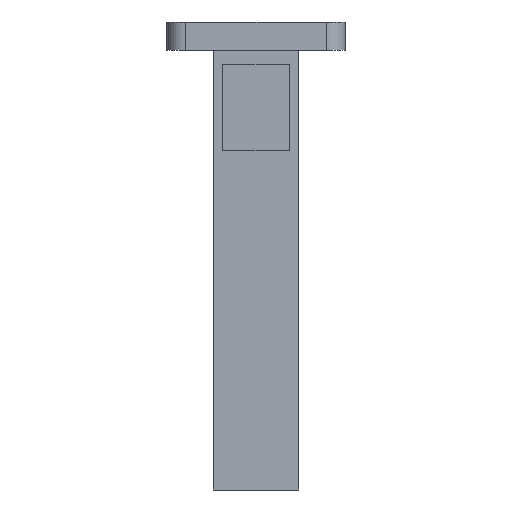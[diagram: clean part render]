
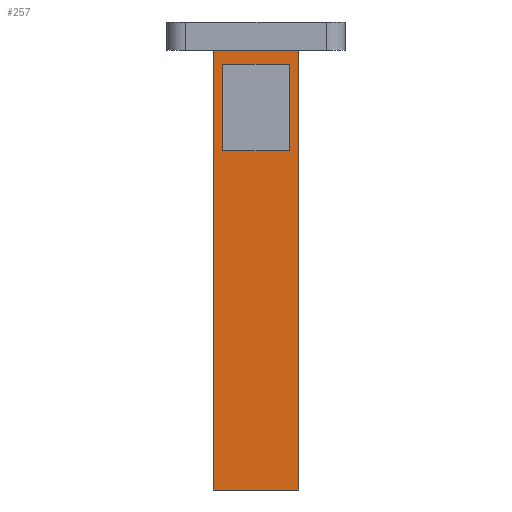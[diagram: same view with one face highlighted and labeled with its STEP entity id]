
A CAD part, front view. The second image highlights one B-rep face of the part: STEP entity #257.
In plain terms, the highlighted planar face has unit normal (0, -1, 0).
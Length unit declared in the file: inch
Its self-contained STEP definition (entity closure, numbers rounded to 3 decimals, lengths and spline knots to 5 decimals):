
#9 = EDGE_CURVE ( 'NONE', #817, #812, #478, .T. ) ;
#70 = VECTOR ( 'NONE', #601, 39.37008 ) ;
#83 = CARTESIAN_POINT ( 'NONE',  ( 0.14013, -0.12598, -0.1785 ) ) ;
#105 = VECTOR ( 'NONE', #544, 39.37008 ) ;
#115 = VERTEX_POINT ( 'NONE', #83 ) ;
#134 = CARTESIAN_POINT ( 'NONE',  ( -0.14013, -0.12598, -0.1785 ) ) ;
#152 = ORIENTED_EDGE ( 'NONE', *, *, #9, .F. ) ;
#158 = CARTESIAN_POINT ( 'NONE',  ( -0.14013, -0.12598, -0.54153 ) ) ;
#165 = EDGE_CURVE ( 'NONE', #828, #532, #910, .T. ) ;
#187 = DIRECTION ( 'NONE',  ( 0., 0., 1. ) ) ;
#215 = VECTOR ( 'NONE', #561, 39.37008 ) ;
#222 = ORIENTED_EDGE ( 'NONE', *, *, #338, .F. ) ;
#227 = CARTESIAN_POINT ( 'NONE',  ( 0.17913, -0.12598, -0.11811 ) ) ;
#257 = ADVANCED_FACE ( 'NONE', ( #686, #629 ), #863, .F. ) ;
#305 = VECTOR ( 'NONE', #903, 39.37008 ) ;
#310 = LINE ( 'NONE', #158, #305 ) ;
#316 = EDGE_LOOP ( 'NONE', ( #446, #904, #496, #222 ) ) ;
#320 = DIRECTION ( 'NONE',  ( -1., 0., 0. ) ) ;
#326 = CARTESIAN_POINT ( 'NONE',  ( -0.17913, -0.12598, -4.37501 ) ) ;
#330 = CARTESIAN_POINT ( 'NONE',  ( 0.17913, -0.12598, -0.11811 ) ) ;
#336 = VECTOR ( 'NONE', #729, 39.37008 ) ;
#338 = EDGE_CURVE ( 'NONE', #532, #694, #521, .T. ) ;
#340 = CARTESIAN_POINT ( 'NONE',  ( 0.17913, -0.12598, -1.9685 ) ) ;
#347 = LINE ( 'NONE', #429, #679 ) ;
#354 = EDGE_CURVE ( 'NONE', #828, #427, #347, .T. ) ;
#360 = LINE ( 'NONE', #556, #1024 ) ;
#371 = CARTESIAN_POINT ( 'NONE',  ( -0.17913, -0.12598, -1.9685 ) ) ;
#382 = ORIENTED_EDGE ( 'NONE', *, *, #839, .F. ) ;
#392 = CARTESIAN_POINT ( 'NONE',  ( 0.14013, -0.12598, -0.54153 ) ) ;
#427 = VERTEX_POINT ( 'NONE', #330 ) ;
#429 = CARTESIAN_POINT ( 'NONE',  ( 0.17913, -0.12598, -4.37501 ) ) ;
#437 = CARTESIAN_POINT ( 'NONE',  ( 0.17913, -0.12598, -4.37501 ) ) ;
#446 = ORIENTED_EDGE ( 'NONE', *, *, #165, .F. ) ;
#478 = LINE ( 'NONE', #895, #215 ) ;
#496 = ORIENTED_EDGE ( 'NONE', *, *, #856, .T. ) ;
#516 = EDGE_CURVE ( 'NONE', #812, #115, #360, .T. ) ;
#521 = LINE ( 'NONE', #326, #70 ) ;
#528 = VERTEX_POINT ( 'NONE', #134 ) ;
#532 = VERTEX_POINT ( 'NONE', #371 ) ;
#544 = DIRECTION ( 'NONE',  ( -1., 0., 0. ) ) ;
#556 = CARTESIAN_POINT ( 'NONE',  ( 0.14013, -0.12598, -0.54153 ) ) ;
#561 = DIRECTION ( 'NONE',  ( 1., 0., 0. ) ) ;
#580 = CARTESIAN_POINT ( 'NONE',  ( 0.17913, -0.12598, -1.9685 ) ) ;
#601 = DIRECTION ( 'NONE',  ( 0., 0., 1. ) ) ;
#614 = EDGE_LOOP ( 'NONE', ( #680, #152, #382, #731 ) ) ;
#629 = FACE_BOUND ( 'NONE', #614, .T. ) ;
#668 = EDGE_CURVE ( 'NONE', #115, #528, #790, .T. ) ;
#679 = VECTOR ( 'NONE', #915, 39.37008 ) ;
#680 = ORIENTED_EDGE ( 'NONE', *, *, #516, .F. ) ;
#686 = FACE_OUTER_BOUND ( 'NONE', #316, .T. ) ;
#694 = VERTEX_POINT ( 'NONE', #1052 ) ;
#729 = DIRECTION ( 'NONE',  ( -1., 0., 0. ) ) ;
#731 = ORIENTED_EDGE ( 'NONE', *, *, #668, .F. ) ;
#790 = LINE ( 'NONE', #941, #105 ) ;
#812 = VERTEX_POINT ( 'NONE', #392 ) ;
#817 = VERTEX_POINT ( 'NONE', #1065 ) ;
#828 = VERTEX_POINT ( 'NONE', #580 ) ;
#839 = EDGE_CURVE ( 'NONE', #528, #817, #310, .T. ) ;
#856 = EDGE_CURVE ( 'NONE', #427, #694, #980, .T. ) ;
#858 = DIRECTION ( 'NONE',  ( 0., 0., 1. ) ) ;
#863 = PLANE ( 'NONE',  #1000 ) ;
#895 = CARTESIAN_POINT ( 'NONE',  ( -0.14013, -0.12598, -0.54153 ) ) ;
#903 = DIRECTION ( 'NONE',  ( 0., 0., -1. ) ) ;
#904 = ORIENTED_EDGE ( 'NONE', *, *, #354, .T. ) ;
#910 = LINE ( 'NONE', #340, #1056 ) ;
#915 = DIRECTION ( 'NONE',  ( 0., 0., 1. ) ) ;
#941 = CARTESIAN_POINT ( 'NONE',  ( -0.14013, -0.12598, -0.1785 ) ) ;
#980 = LINE ( 'NONE', #227, #336 ) ;
#1000 = AXIS2_PLACEMENT_3D ( 'NONE', #437, #1025, #187 ) ;
#1024 = VECTOR ( 'NONE', #858, 39.37008 ) ;
#1025 = DIRECTION ( 'NONE',  ( 0., 1., 0. ) ) ;
#1052 = CARTESIAN_POINT ( 'NONE',  ( -0.17913, -0.12598, -0.11811 ) ) ;
#1056 = VECTOR ( 'NONE', #320, 39.37008 ) ;
#1065 = CARTESIAN_POINT ( 'NONE',  ( -0.14013, -0.12598, -0.54153 ) ) ;
